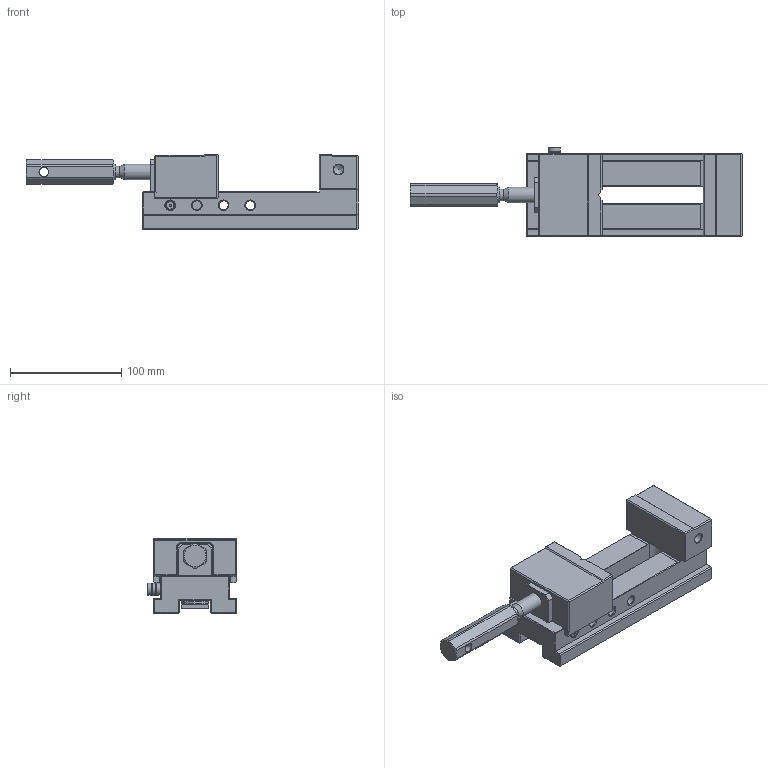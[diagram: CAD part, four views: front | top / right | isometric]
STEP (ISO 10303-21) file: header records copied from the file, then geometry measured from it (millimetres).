
FILE_DESCRIPTION(/* description */ (''),/* implementation_level */ '2;1');
FILE_NAME(/* name */ '32N_75_Mordaza.stp',/* time_stamp */ '2014-05-27T17:57:43+02:00',/* author */ (''),/* organization */ (''),/* preprocessor_version */ 'ST-DEVELOPER v15',/* originating_system */ 'SIEMENS PLM Software NX 9.0',/* authorisation */ '');
FILE_SCHEMA (('CONFIG_CONTROL_DESIGN'));
Length unit declared in the file: millimetre
Products named in the file (1): 32N_75_Mordaza
Bounding box: 298.81 x 80.5 x 68 mm (x, y, z)
Volume: 595053 mm3; surface area: 111528.4 mm2
Topology: 7 solids, 7 shells, 323 faces, 825 edges, 522 vertices
Faces by surface type: plane 229, cylinder 48, cone 44, torus 2
Full cylindrical faces by diameter (mm): 2 x1, 4.351 x1, 5.188 x2, 5.25 x1, 6.2 x2, 7 x1, 7.95 x1, 8.1 x2, 8.2 x8, 8.782 x2, 10.2 x4, 10.5 x1, 11 x5, 14 x2, 15 x1, 24 x1
Entity records: 9328 total; most frequent: CARTESIAN_POINT 1739, DIRECTION 1496, ORIENTED_EDGE 1458, EDGE_CURVE 729, LINE 582, VECTOR 582, VERTEX_POINT 506, AXIS2_PLACEMENT_3D 457
